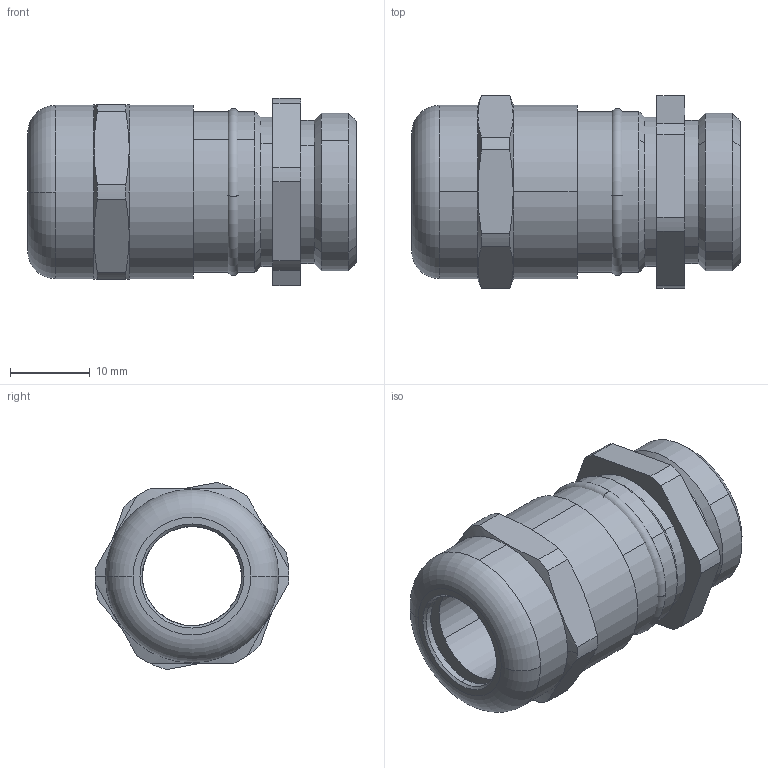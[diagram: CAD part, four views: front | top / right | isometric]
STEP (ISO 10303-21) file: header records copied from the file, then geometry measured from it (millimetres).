
FILE_DESCRIPTION(('Creo Elements/Direct Modeling STEP Export'),'2;1');
FILE_NAME('0lndrp34e9mqc0d4572','2017-12-19T13:41:32',(''),(''),'PTC Creo Elements/Direct Modeling STEP processor for AP214 (Solid Model)','PTC Creo Elements/Direct Modeling 19.0E 27-Jun-2016 (C) Parametric Technology GmbH','');
FILE_SCHEMA(('AUTOMOTIVE_DESIGN { 1 0 10303 214 1 1 1 1 }'));
Length unit declared in the file: millimetre
Products named in the file (6): D9013704; D1213070; d9217200-M20; D1220470; D1313070; AS_M20E
Assembly tree (6 placements, depth 2):
  AS_M20E
    D1313070
    D9013704  x2
    D1220470
    d9217200-M20
    D1213070
Bounding box: 41.33 x 24.4 x 23.55 mm (x, y, z)
Volume: 7911.6 mm3; surface area: 9364.2 mm2
Topology: 6 solids, 6 shells, 185 faces, 518 edges, 348 vertices
Faces by surface type: plane 72, cylinder 57, cone 41, torus 15
Entity records: 6279 total; most frequent: CARTESIAN_POINT 1618, ORIENTED_EDGE 998, DIRECTION 912, EDGE_CURVE 499, AXIS2_PLACEMENT_3D 339, VERTEX_POINT 335, VECTOR 234, LINE 234
